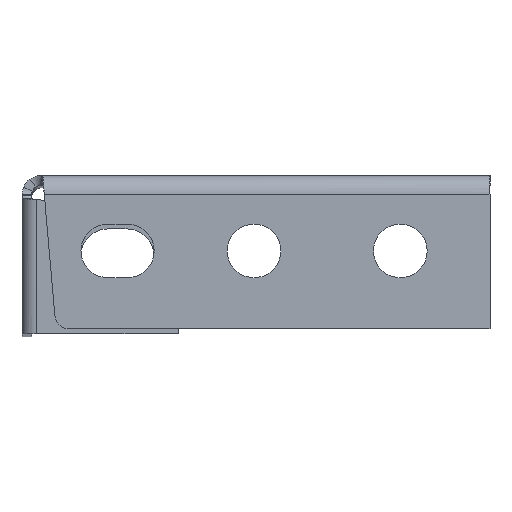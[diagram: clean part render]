
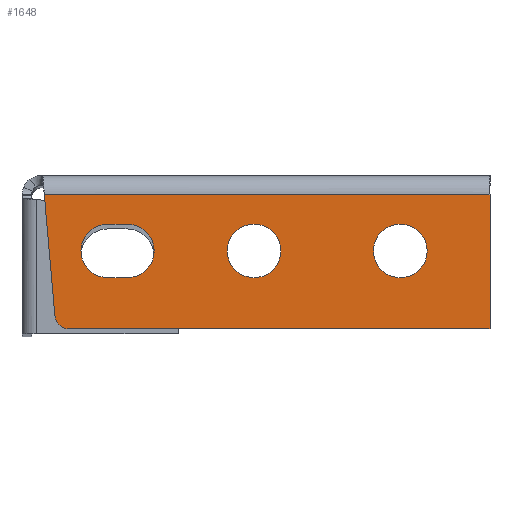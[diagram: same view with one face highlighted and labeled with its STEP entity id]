
A CAD part, top view. The second image highlights one B-rep face of the part: STEP entity #1648.
In plain terms, the highlighted planar face has unit normal (0, 0, 1).
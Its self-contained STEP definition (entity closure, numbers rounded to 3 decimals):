
#81=FACE_BOUND('',#273,.T.);
#82=FACE_BOUND('',#274,.T.);
#83=FACE_BOUND('',#275,.T.);
#113=CIRCLE('',#1780,3.);
#114=CIRCLE('',#1781,5.5);
#115=CIRCLE('',#1782,5.5);
#116=CIRCLE('',#1783,5.5);
#117=CIRCLE('',#1784,5.5);
#174=FACE_OUTER_BOUND('',#272,.T.);
#272=EDGE_LOOP('',(#1108,#1109,#1110,#1111,#1112));
#273=EDGE_LOOP('',(#1113));
#274=EDGE_LOOP('',(#1114,#1115,#1116,#1117));
#275=EDGE_LOOP('',(#1118));
#378=LINE('',#2398,#526);
#412=LINE('',#2504,#560);
#413=LINE('',#2506,#561);
#414=LINE('',#2508,#562);
#415=LINE('',#2516,#563);
#416=LINE('',#2519,#564);
#526=VECTOR('',#1928,10.);
#560=VECTOR('',#2008,10.);
#561=VECTOR('',#2009,10.);
#562=VECTOR('',#2010,10.);
#563=VECTOR('',#2017,10.);
#564=VECTOR('',#2020,10.);
#673=VERTEX_POINT('',#2395);
#674=VERTEX_POINT('',#2397);
#723=VERTEX_POINT('',#2503);
#724=VERTEX_POINT('',#2505);
#725=VERTEX_POINT('',#2507);
#726=VERTEX_POINT('',#2510);
#727=VERTEX_POINT('',#2512);
#728=VERTEX_POINT('',#2513);
#729=VERTEX_POINT('',#2515);
#730=VERTEX_POINT('',#2517);
#731=VERTEX_POINT('',#2520);
#820=EDGE_CURVE('',#673,#674,#378,.T.);
#872=EDGE_CURVE('',#723,#673,#412,.T.);
#873=EDGE_CURVE('',#723,#724,#413,.T.);
#874=EDGE_CURVE('',#725,#724,#414,.T.);
#875=EDGE_CURVE('',#674,#725,#113,.T.);
#876=EDGE_CURVE('',#726,#726,#114,.T.);
#877=EDGE_CURVE('',#727,#728,#115,.T.);
#878=EDGE_CURVE('',#728,#729,#415,.T.);
#879=EDGE_CURVE('',#729,#730,#116,.T.);
#880=EDGE_CURVE('',#730,#727,#416,.T.);
#881=EDGE_CURVE('',#731,#731,#117,.T.);
#1108=ORIENTED_EDGE('',*,*,#872,.F.);
#1109=ORIENTED_EDGE('',*,*,#873,.T.);
#1110=ORIENTED_EDGE('',*,*,#874,.F.);
#1111=ORIENTED_EDGE('',*,*,#875,.F.);
#1112=ORIENTED_EDGE('',*,*,#820,.F.);
#1113=ORIENTED_EDGE('',*,*,#876,.T.);
#1114=ORIENTED_EDGE('',*,*,#877,.T.);
#1115=ORIENTED_EDGE('',*,*,#878,.T.);
#1116=ORIENTED_EDGE('',*,*,#879,.T.);
#1117=ORIENTED_EDGE('',*,*,#880,.T.);
#1118=ORIENTED_EDGE('',*,*,#881,.T.);
#1514=PLANE('',#1779);
#1648=ADVANCED_FACE('',(#174,#81,#82,#83),#1514,.T.);
#1779=AXIS2_PLACEMENT_3D('',#2502,#2006,#2007);
#1780=AXIS2_PLACEMENT_3D('',#2509,#2011,#2012);
#1781=AXIS2_PLACEMENT_3D('',#2511,#2013,#2014);
#1782=AXIS2_PLACEMENT_3D('',#2514,#2015,#2016);
#1783=AXIS2_PLACEMENT_3D('',#2518,#2018,#2019);
#1784=AXIS2_PLACEMENT_3D('',#2521,#2021,#2022);
#1928=DIRECTION('',(-1.,0.,0.));
#2006=DIRECTION('center_axis',(0.,0.,
1.));
#2007=DIRECTION('ref_axis',(0.,-1.,0.));
#2008=DIRECTION('',(0.,-1.,0.));
#2009=DIRECTION('',(-1.,0.,0.));
#2010=DIRECTION('',(-0.087,0.996,0.));
#2011=DIRECTION('center_axis',(0.,0.,
-1.));
#2012=DIRECTION('ref_axis',(-0.676,-0.737,0.));
#2013=DIRECTION('center_axis',(0.,0.,
-1.));
#2014=DIRECTION('ref_axis',(1.,0.,0.));
#2015=DIRECTION('center_axis',(0.,0.,
-1.));
#2016=DIRECTION('ref_axis',(0.,1.,0.));
#2017=DIRECTION('',(1.,0.,0.));
#2018=DIRECTION('center_axis',(0.,0.,
-1.));
#2019=DIRECTION('ref_axis',(0.,-1.,0.));
#2020=DIRECTION('',(-1.,0.,0.));
#2021=DIRECTION('center_axis',(0.,0.,
-1.));
#2022=DIRECTION('ref_axis',(1.,0.,0.));
#2395=CARTESIAN_POINT('',(0.,-29.476,-28.));
#2397=CARTESIAN_POINT('',(-86.267,-29.476,-28.));
#2398=CARTESIAN_POINT('',(-89.016,-29.476,-28.));
#2502=CARTESIAN_POINT('Origin',(-64.263,141.16,-28.));
#2503=CARTESIAN_POINT('',(0.,-2.,-28.));
#2504=CARTESIAN_POINT('',(0.,-29.476,-28.));
#2505=CARTESIAN_POINT('',(-91.42,-2.,-28.));
#2506=CARTESIAN_POINT('',(-77.842,-2.,-28.));
#2507=CARTESIAN_POINT('',(-89.256,-26.738,-28.));
#2508=CARTESIAN_POINT('',(-91.831,2.698,-28.));
#2509=CARTESIAN_POINT('Origin',(-86.267,-26.476,-28.));
#2510=CARTESIAN_POINT('',(-53.9,-13.476,-28.));
#2511=CARTESIAN_POINT('Origin',(-48.4,-13.476,-28.));
#2512=CARTESIAN_POINT('',(-78.4,-18.976,-28.));
#2513=CARTESIAN_POINT('',(-78.4,-7.976,-28.));
#2514=CARTESIAN_POINT('Origin',(-78.4,-13.476,-28.));
#2515=CARTESIAN_POINT('',(-74.4,-7.976,-28.));
#2516=CARTESIAN_POINT('',(-71.331,-7.976,-28.));
#2517=CARTESIAN_POINT('',(-74.4,-18.976,-28.));
#2518=CARTESIAN_POINT('Origin',(-74.4,-13.476,-28.));
#2519=CARTESIAN_POINT('',(-69.331,-18.976,-28.));
#2520=CARTESIAN_POINT('',(-23.9,-13.476,-28.));
#2521=CARTESIAN_POINT('Origin',(-18.4,-13.476,-28.));
